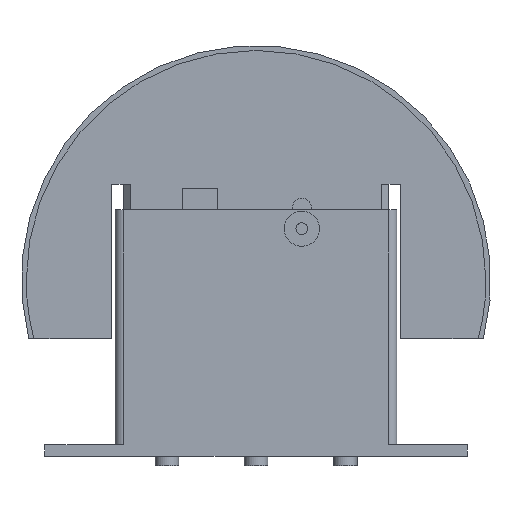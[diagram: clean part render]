
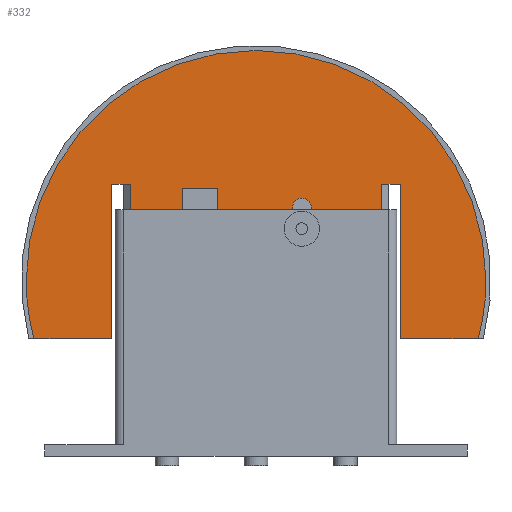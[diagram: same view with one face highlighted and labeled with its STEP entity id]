
A CAD part, front view. The second image highlights one B-rep face of the part: STEP entity #332.
In plain terms, the highlighted planar face has unit normal (0, -1, 0).
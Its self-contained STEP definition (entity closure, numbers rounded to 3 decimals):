
#332=ADVANCED_FACE('',(#710,#711,#712),#713,.F.);
#710=FACE_OUTER_BOUND('',#1134,.T.);
#711=FACE_BOUND('',#1135,.T.);
#712=FACE_BOUND('',#1136,.T.);
#713=PLANE('',#1137);
#1134=EDGE_LOOP('',(#1979,#1980,#1981,#1982,#1983,#1984,#1985,#1986,#1987,#1988,#1989,#1990));
#1135=EDGE_LOOP('',(#1991,#1992,#1993,#1994));
#1136=EDGE_LOOP('',(#1995,#1996,#1997,#1998));
#1137=AXIS2_PLACEMENT_3D('',#1999,#2000,#2001);
#1979=ORIENTED_EDGE('',*,*,#2714,.T.);
#1980=ORIENTED_EDGE('',*,*,#2712,.T.);
#1981=ORIENTED_EDGE('',*,*,#2715,.T.);
#1982=ORIENTED_EDGE('',*,*,#2716,.T.);
#1983=ORIENTED_EDGE('',*,*,#2717,.T.);
#1984=ORIENTED_EDGE('',*,*,#2718,.T.);
#1985=ORIENTED_EDGE('',*,*,#2719,.T.);
#1986=ORIENTED_EDGE('',*,*,#2604,.T.);
#1987=ORIENTED_EDGE('',*,*,#2720,.T.);
#1988=ORIENTED_EDGE('',*,*,#2611,.T.);
#1989=ORIENTED_EDGE('',*,*,#2721,.T.);
#1990=ORIENTED_EDGE('',*,*,#2722,.T.);
#1991=ORIENTED_EDGE('',*,*,#2661,.T.);
#1992=ORIENTED_EDGE('',*,*,#2723,.T.);
#1993=ORIENTED_EDGE('',*,*,#2666,.T.);
#1994=ORIENTED_EDGE('',*,*,#2724,.T.);
#1995=ORIENTED_EDGE('',*,*,#2725,.T.);
#1996=ORIENTED_EDGE('',*,*,#2726,.T.);
#1997=ORIENTED_EDGE('',*,*,#2727,.T.);
#1998=ORIENTED_EDGE('',*,*,#2728,.T.);
#1999=CARTESIAN_POINT('',(0.,-16.5,96.024));
#2000=DIRECTION('',(0.0,1.0,0.0));
#2001=DIRECTION('',(-1.0,0.0,0.0));
#2604=EDGE_CURVE('',#3139,#3136,#3140,.T.);
#2611=EDGE_CURVE('',#3146,#3150,#3152,.T.);
#2661=EDGE_CURVE('',#3236,#3240,#3242,.T.);
#2666=EDGE_CURVE('',#3245,#3249,#3251,.T.);
#2712=EDGE_CURVE('',#3320,#3324,#3326,.T.);
#2714=EDGE_CURVE('',#3328,#3320,#3329,.T.);
#2715=EDGE_CURVE('',#3324,#3330,#3331,.T.);
#2716=EDGE_CURVE('',#3330,#3332,#3333,.T.);
#2717=EDGE_CURVE('',#3332,#3334,#3335,.T.);
#2718=EDGE_CURVE('',#3334,#3336,#3337,.T.);
#2719=EDGE_CURVE('',#3336,#3139,#3338,.T.);
#2720=EDGE_CURVE('',#3136,#3146,#3339,.T.);
#2721=EDGE_CURVE('',#3150,#3340,#3341,.T.);
#2722=EDGE_CURVE('',#3340,#3328,#3342,.T.);
#2723=EDGE_CURVE('',#3240,#3245,#3343,.T.);
#2724=EDGE_CURVE('',#3249,#3236,#3344,.T.);
#2725=EDGE_CURVE('',#3345,#3346,#3347,.T.);
#2726=EDGE_CURVE('',#3346,#3348,#3349,.T.);
#2727=EDGE_CURVE('',#3348,#3350,#3351,.T.);
#2728=EDGE_CURVE('',#3350,#3345,#3352,.T.);
#3136=VERTEX_POINT('',#3874);
#3139=VERTEX_POINT('',#3878);
#3140=CIRCLE('',#3879,97.9);
#3146=VERTEX_POINT('',#3886);
#3150=VERTEX_POINT('',#3891);
#3152=CIRCLE('',#3894,97.9);
#3236=VERTEX_POINT('',#3996);
#3240=VERTEX_POINT('',#4001);
#3242=CIRCLE('',#4004,4.0);
#3245=VERTEX_POINT('',#4007);
#3249=VERTEX_POINT('',#4012);
#3251=CIRCLE('',#4015,4.0);
#3320=VERTEX_POINT('',#4106);
#3324=VERTEX_POINT('',#4112);
#3326=LINE('',#4115,#4116);
#3328=VERTEX_POINT('',#4118);
#3329=LINE('',#4119,#4120);
#3330=VERTEX_POINT('',#4121);
#3331=LINE('',#4122,#4123);
#3332=VERTEX_POINT('',#4124);
#3333=LINE('',#4125,#4126);
#3334=VERTEX_POINT('',#4127);
#3335=LINE('',#4128,#4129);
#3336=VERTEX_POINT('',#4130);
#3337=LINE('',#4131,#4132);
#3338=LINE('',#4133,#4134);
#3339=CIRCLE('',#4135,97.9);
#3340=VERTEX_POINT('',#4136);
#3341=LINE('',#4137,#4138);
#3342=LINE('',#4139,#4140);
#3343=LINE('',#4141,#4142);
#3344=LINE('',#4143,#4144);
#3345=VERTEX_POINT('',#4145);
#3346=VERTEX_POINT('',#4146);
#3347=LINE('',#4147,#4148);
#3348=VERTEX_POINT('',#4149);
#3349=LINE('',#4150,#4151);
#3350=VERTEX_POINT('',#4152);
#3351=LINE('',#4153,#4154);
#3352=LINE('',#4155,#4156);
#3874=CARTESIAN_POINT('',(97.9,-16.5,75.0));
#3878=CARTESIAN_POINT('',(94.654,-16.5,50.0));
#3879=AXIS2_PLACEMENT_3D('',#4567,#4568,#4569);
#3886=CARTESIAN_POINT('',(-97.9,-16.5,75.0));
#3891=CARTESIAN_POINT('',(-94.654,-16.5,50.0));
#3894=AXIS2_PLACEMENT_3D('',#4579,#4580,#4581);
#3996=CARTESIAN_POINT('',(15.5,-16.5,106.));
#4001=CARTESIAN_POINT('',(23.5,-16.5,106.));
#4004=AXIS2_PLACEMENT_3D('',#4659,#4660,#4661);
#4007=CARTESIAN_POINT('',(23.5,-16.5,48.));
#4012=CARTESIAN_POINT('',(15.5,-16.5,48.));
#4015=AXIS2_PLACEMENT_3D('',#4667,#4668,#4669);
#4106=CARTESIAN_POINT('',(-53.5,-16.5,116.0));
#4112=CARTESIAN_POINT('',(-53.5,-16.5,15.0));
#4115=CARTESIAN_POINT('',(-53.5,-16.5,55.512));
#4116=VECTOR('',#4722,1.0);
#4118=CARTESIAN_POINT('',(-61.5,-16.5,116.0));
#4119=CARTESIAN_POINT('',(0.,-16.5,116.0));
#4120=VECTOR('',#4723,1.0);
#4121=CARTESIAN_POINT('',(53.5,-16.5,15.0));
#4122=CARTESIAN_POINT('',(0.0,-16.5,15.0));
#4123=VECTOR('',#4724,1.0);
#4124=CARTESIAN_POINT('',(53.5,-16.5,116.0));
#4125=CARTESIAN_POINT('',(53.5,-16.5,55.512));
#4126=VECTOR('',#4725,1.0);
#4127=CARTESIAN_POINT('',(61.5,-16.5,116.0));
#4128=CARTESIAN_POINT('',(0.,-16.5,116.0));
#4129=VECTOR('',#4726,1.0);
#4130=CARTESIAN_POINT('',(61.5,-16.5,50.0));
#4131=CARTESIAN_POINT('',(61.5,-16.5,80.762));
#4132=VECTOR('',#4727,1.0);
#4133=CARTESIAN_POINT('',(0.0,-16.5,50.0));
#4134=VECTOR('',#4728,1.0);
#4135=AXIS2_PLACEMENT_3D('',#4729,#4730,#4731);
#4136=CARTESIAN_POINT('',(-61.5,-16.5,50.0));
#4137=CARTESIAN_POINT('',(0.0,-16.5,50.0));
#4138=VECTOR('',#4732,1.0);
#4139=CARTESIAN_POINT('',(-61.5,-16.5,80.762));
#4140=VECTOR('',#4733,1.0);
#4141=CARTESIAN_POINT('',(23.5,-16.5,86.512));
#4142=VECTOR('',#4734,1.0);
#4143=CARTESIAN_POINT('',(15.5,-16.5,93.762));
#4144=VECTOR('',#4735,1.0);
#4145=CARTESIAN_POINT('',(-16.5,-16.5,52.));
#4146=CARTESIAN_POINT('',(-31.501,-16.5,52.));
#4147=CARTESIAN_POINT('',(-12.,-16.5,52.));
#4148=VECTOR('',#4736,1.0);
#4149=CARTESIAN_POINT('',(-31.501,-16.5,114.001));
#4150=CARTESIAN_POINT('',(-31.501,-16.5,89.512));
#4151=VECTOR('',#4737,1.0);
#4152=CARTESIAN_POINT('',(-16.5,-16.5,114.001));
#4153=CARTESIAN_POINT('',(-12.,-16.5,114.001));
#4154=VECTOR('',#4738,1.0);
#4155=CARTESIAN_POINT('',(-16.5,-16.5,89.512));
#4156=VECTOR('',#4739,1.0);
#4567=CARTESIAN_POINT('',(0.0,-16.5,75.0));
#4568=DIRECTION('',(-0.0,-1.0,-0.0));
#4569=DIRECTION('',(-1.0,0.0,0.0));
#4579=CARTESIAN_POINT('',(0.0,-16.5,75.0));
#4580=DIRECTION('',(-0.0,-1.0,-0.0));
#4581=DIRECTION('',(-1.0,0.0,0.0));
#4659=CARTESIAN_POINT('',(19.5,-16.5,106.));
#4660=DIRECTION('',(0.0,1.0,0.0));
#4661=DIRECTION('',(1.,0.0,0.));
#4667=CARTESIAN_POINT('',(19.5,-16.5,48.));
#4668=DIRECTION('',(0.0,1.0,0.0));
#4669=DIRECTION('',(-1.,-0.0,0.));
#4722=DIRECTION('',(0.0,0.0,-1.0));
#4723=DIRECTION('',(1.0,-0.0,0.0));
#4724=DIRECTION('',(1.0,0.0,0.0));
#4725=DIRECTION('',(0.0,-0.0,1.0));
#4726=DIRECTION('',(1.0,-0.0,0.0));
#4727=DIRECTION('',(0.0,0.0,-1.0));
#4728=DIRECTION('',(1.0,0.0,0.0));
#4729=CARTESIAN_POINT('',(0.0,-16.5,75.0));
#4730=DIRECTION('',(-0.0,-1.0,-0.0));
#4731=DIRECTION('',(-1.0,0.0,0.0));
#4732=DIRECTION('',(1.0,0.0,0.0));
#4733=DIRECTION('',(0.0,0.0,1.0));
#4734=DIRECTION('',(0.0,0.0,-1.0));
#4735=DIRECTION('',(0.0,-0.0,1.0));
#4736=DIRECTION('',(-1.0,0.0,0.0));
#4737=DIRECTION('',(0.0,0.0,1.0));
#4738=DIRECTION('',(1.0,0.0,0.0));
#4739=DIRECTION('',(0.0,0.0,-1.0));
